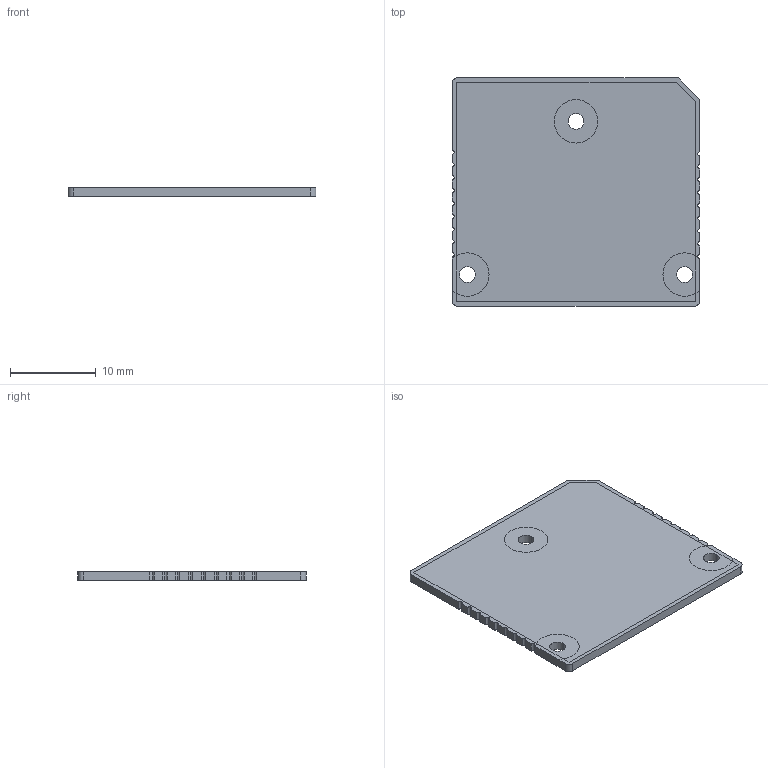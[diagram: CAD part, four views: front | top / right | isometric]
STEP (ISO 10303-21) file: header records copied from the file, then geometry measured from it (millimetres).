
FILE_DESCRIPTION (( 'STEP AP214' ), '1' );
FILE_NAME ('VeriRadio PCBAA.STEP', '2017-05-24T17:56:21', ( '' ), ( '' ), 'SwSTEP 2.0', 'SolidWorks 2016', '' );
FILE_SCHEMA (( 'AUTOMOTIVE_DESIGN' ));
Length unit declared in the file: inch
Products named in the file (1): VeriRadio PCBAA
Bounding box: 28.96 x 26.67 x 1.04 mm (x, y, z)
Volume: 790.1 mm3; surface area: 1654.8 mm2
Topology: 1 solids, 1 shells, 69 faces, 201 edges, 135 vertices
Faces by surface type: cylinder 36, plane 33
Entity records: 2504 total; most frequent: DIRECTION 424, CARTESIAN_POINT 406, ORIENTED_EDGE 402, EDGE_CURVE 201, AXIS2_PLACEMENT_3D 153, VERTEX_POINT 135, VECTOR 118, LINE 118
